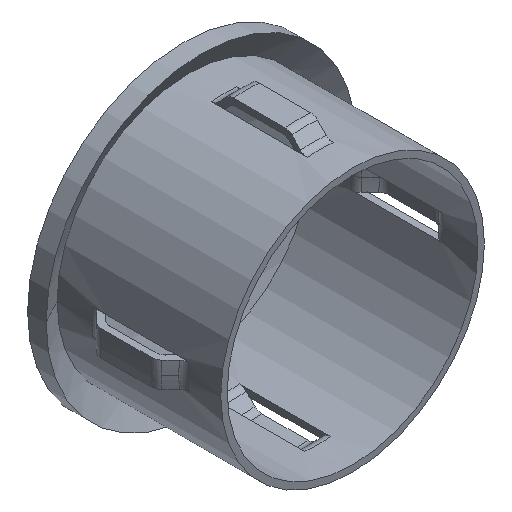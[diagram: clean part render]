
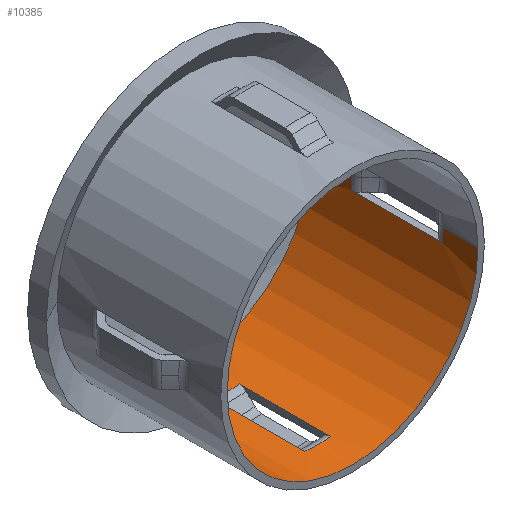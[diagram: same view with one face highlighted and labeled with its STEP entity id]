
A CAD part, isometric view. The second image highlights one B-rep face of the part: STEP entity #10385.
In plain terms, the highlighted cylindrical face has radius 19.5 mm (diameter 39 mm), a partial arc.
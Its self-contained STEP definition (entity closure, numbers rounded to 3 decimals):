
#89 = AXIS2_PLACEMENT_3D ( 'NONE', #11235, #8939, #992 ) ;
#157 = CARTESIAN_POINT ( 'NONE',  ( 0., 5.429, 0. ) ) ;
#212 = ORIENTED_EDGE ( 'NONE', *, *, #418, .T. ) ;
#257 = DIRECTION ( 'NONE',  ( 0., -1., 0. ) ) ;
#262 = DIRECTION ( 'NONE',  ( 1., 0., 0. ) ) ;
#418 = EDGE_CURVE ( 'NONE', #6959, #13631, #11672, .T. ) ;
#426 = DIRECTION ( 'NONE',  ( 0., -1., 0. ) ) ;
#437 = CARTESIAN_POINT ( 'NONE',  ( 0., 0., 0. ) ) ;
#448 = CARTESIAN_POINT ( 'NONE',  ( -19.5, 25.913, 0. ) ) ;
#631 = ORIENTED_EDGE ( 'NONE', *, *, #12297, .F. ) ;
#686 = CIRCLE ( 'NONE', #11081, 19.5 ) ;
#817 = AXIS2_PLACEMENT_3D ( 'NONE', #437, #14057, #3641 ) ;
#992 = DIRECTION ( 'NONE',  ( 1., 0., 0. ) ) ;
#1005 = EDGE_CURVE ( 'NONE', #3883, #4204, #9207, .T. ) ;
#1047 = ORIENTED_EDGE ( 'NONE', *, *, #8305, .T. ) ;
#1098 = VECTOR ( 'NONE', #10735, 1000. ) ;
#1170 = VECTOR ( 'NONE', #14305, 1000. ) ;
#1201 = LINE ( 'NONE', #1577, #7855 ) ;
#1434 = VERTEX_POINT ( 'NONE', #5599 ) ;
#1538 = DIRECTION ( 'NONE',  ( 0., -1., 0. ) ) ;
#1548 = ORIENTED_EDGE ( 'NONE', *, *, #11719, .F. ) ;
#1577 = CARTESIAN_POINT ( 'NONE',  ( 19.5, 30.1, 0. ) ) ;
#1583 = AXIS2_PLACEMENT_3D ( 'NONE', #11490, #1538, #8921 ) ;
#1597 = VERTEX_POINT ( 'NONE', #14159 ) ;
#1659 = CARTESIAN_POINT ( 'NONE',  ( 0., 25.913, 0. ) ) ;
#1721 = EDGE_CURVE ( 'NONE', #1434, #1597, #2537, .T. ) ;
#1765 = DIRECTION ( 'NONE',  ( 0., -1., 0. ) ) ;
#1800 = CARTESIAN_POINT ( 'NONE',  ( 2., 20., -19.397 ) ) ;
#2024 = CARTESIAN_POINT ( 'NONE',  ( -19.5, 0., 0. ) ) ;
#2350 = ORIENTED_EDGE ( 'NONE', *, *, #4139, .T. ) ;
#2419 = ORIENTED_EDGE ( 'NONE', *, *, #1005, .F. ) ;
#2504 = ORIENTED_EDGE ( 'NONE', *, *, #1721, .T. ) ;
#2537 = CIRCLE ( 'NONE', #4141, 19.5 ) ;
#2583 = VECTOR ( 'NONE', #6556, 1000. ) ;
#2607 = CARTESIAN_POINT ( 'NONE',  ( 19.5, 5.429, 0. ) ) ;
#2673 = CARTESIAN_POINT ( 'NONE',  ( -19.397, 5.429, -2. ) ) ;
#3165 = VERTEX_POINT ( 'NONE', #2607 ) ;
#3374 = VERTEX_POINT ( 'NONE', #2024 ) ;
#3499 = CARTESIAN_POINT ( 'NONE',  ( 2., 5.429, -19.397 ) ) ;
#3504 = VERTEX_POINT ( 'NONE', #2673 ) ;
#3609 = CARTESIAN_POINT ( 'NONE',  ( 0., 19.586, 0. ) ) ;
#3641 = DIRECTION ( 'NONE',  ( 1., 0., 0. ) ) ;
#3883 = VERTEX_POINT ( 'NONE', #13534 ) ;
#4139 = EDGE_CURVE ( 'NONE', #13631, #3504, #6783, .T. ) ;
#4141 = AXIS2_PLACEMENT_3D ( 'NONE', #14370, #13318, #8742 ) ;
#4204 = VERTEX_POINT ( 'NONE', #10697 ) ;
#4309 = EDGE_LOOP ( 'NONE', ( #9031, #1047, #212, #2350, #14730, #11888, #10564, #13646, #13690, #12762, #2504, #1548 ) ) ;
#4433 = CIRCLE ( 'NONE', #13307, 19.5 ) ;
#4454 = CARTESIAN_POINT ( 'NONE',  ( -19.397, 19.586, -2. ) ) ;
#4484 = DIRECTION ( 'NONE',  ( 0., -1., 0. ) ) ;
#4737 = EDGE_CURVE ( 'NONE', #11808, #12940, #5892, .T. ) ;
#4819 = DIRECTION ( 'NONE',  ( 0., -1., 0. ) ) ;
#5064 = AXIS2_PLACEMENT_3D ( 'NONE', #157, #11549, #13822 ) ;
#5098 = DIRECTION ( 'NONE',  ( 0., -1., 0. ) ) ;
#5172 = CARTESIAN_POINT ( 'NONE',  ( 2., 19.586, -19.397 ) ) ;
#5260 = DIRECTION ( 'NONE',  ( 0., -1., 0. ) ) ;
#5315 = CIRCLE ( 'NONE', #5064, 19.5 ) ;
#5599 = CARTESIAN_POINT ( 'NONE',  ( 19.397, 19.586, -2. ) ) ;
#5892 = CIRCLE ( 'NONE', #14235, 19.5 ) ;
#5991 = CARTESIAN_POINT ( 'NONE',  ( 19.5, 30.1, 0. ) ) ;
#6220 = VECTOR ( 'NONE', #14465, 1000. ) ;
#6277 = VERTEX_POINT ( 'NONE', #10319 ) ;
#6374 = CIRCLE ( 'NONE', #89, 19.5 ) ;
#6457 = CARTESIAN_POINT ( 'NONE',  ( 19.397, 20., -2. ) ) ;
#6556 = DIRECTION ( 'NONE',  ( 0., -1., 0. ) ) ;
#6779 = VERTEX_POINT ( 'NONE', #11609 ) ;
#6783 = LINE ( 'NONE', #14012, #10715 ) ;
#6959 = VERTEX_POINT ( 'NONE', #12115 ) ;
#6989 = CARTESIAN_POINT ( 'NONE',  ( 0., 19.586, 0. ) ) ;
#7174 = DIRECTION ( 'NONE',  ( 0., -1., 0. ) ) ;
#7304 = EDGE_CURVE ( 'NONE', #3374, #6779, #10653, .T. ) ;
#7855 = VECTOR ( 'NONE', #5098, 1000. ) ;
#7966 = ORIENTED_EDGE ( 'NONE', *, *, #10675, .T. ) ;
#8133 = CARTESIAN_POINT ( 'NONE',  ( -19.5, 30.1, 0. ) ) ;
#8155 = DIRECTION ( 'NONE',  ( 1., 0., 0. ) ) ;
#8197 = ORIENTED_EDGE ( 'NONE', *, *, #9718, .T. ) ;
#8305 = EDGE_CURVE ( 'NONE', #11808, #6959, #8342, .T. ) ;
#8342 = LINE ( 'NONE', #11088, #2583 ) ;
#8411 = FACE_BOUND ( 'NONE', #10275, .T. ) ;
#8589 = LINE ( 'NONE', #1800, #9836 ) ;
#8742 = DIRECTION ( 'NONE',  ( 1., 0., 0. ) ) ;
#8921 = DIRECTION ( 'NONE',  ( 1., 0., 0. ) ) ;
#8939 = DIRECTION ( 'NONE',  ( 0., -1., 0. ) ) ;
#9031 = ORIENTED_EDGE ( 'NONE', *, *, #4737, .F. ) ;
#9146 = VERTEX_POINT ( 'NONE', #3499 ) ;
#9207 = LINE ( 'NONE', #9622, #1098 ) ;
#9226 = EDGE_CURVE ( 'NONE', #12005, #3165, #4433, .T. ) ;
#9268 = LINE ( 'NONE', #5991, #1170 ) ;
#9616 = DIRECTION ( 'NONE',  ( 1., 0., 0. ) ) ;
#9622 = CARTESIAN_POINT ( 'NONE',  ( -2., 20., -19.397 ) ) ;
#9638 = VECTOR ( 'NONE', #4484, 1000. ) ;
#9665 = CARTESIAN_POINT ( 'NONE',  ( 19.5, 25.913, 0. ) ) ;
#9718 = EDGE_CURVE ( 'NONE', #13475, #9146, #8589, .T. ) ;
#9836 = VECTOR ( 'NONE', #5260, 1000. ) ;
#10275 = EDGE_LOOP ( 'NONE', ( #631, #2419, #7966, #8197 ) ) ;
#10319 = CARTESIAN_POINT ( 'NONE',  ( -19.5, 5.429, 0. ) ) ;
#10385 = ADVANCED_FACE ( 'NONE', ( #8411, #11930 ), #14103, .F. ) ;
#10423 = EDGE_CURVE ( 'NONE', #1434, #12005, #12299, .T. ) ;
#10564 = ORIENTED_EDGE ( 'NONE', *, *, #7304, .T. ) ;
#10653 = CIRCLE ( 'NONE', #817, 19.5 ) ;
#10675 = EDGE_CURVE ( 'NONE', #3883, #13475, #686, .T. ) ;
#10697 = CARTESIAN_POINT ( 'NONE',  ( -2., 5.429, -19.397 ) ) ;
#10715 = VECTOR ( 'NONE', #7174, 1000. ) ;
#10735 = DIRECTION ( 'NONE',  ( 0., -1., 0. ) ) ;
#11026 = LINE ( 'NONE', #8133, #9638 ) ;
#11081 = AXIS2_PLACEMENT_3D ( 'NONE', #3609, #4819, #262 ) ;
#11088 = CARTESIAN_POINT ( 'NONE',  ( -19.5, 30.1, 0. ) ) ;
#11235 = CARTESIAN_POINT ( 'NONE',  ( 0., 5.429, 0. ) ) ;
#11408 = AXIS2_PLACEMENT_3D ( 'NONE', #6989, #257, #8155 ) ;
#11490 = CARTESIAN_POINT ( 'NONE',  ( 0., 30.1, 0. ) ) ;
#11549 = DIRECTION ( 'NONE',  ( 0., -1., 0. ) ) ;
#11609 = CARTESIAN_POINT ( 'NONE',  ( 19.5, 0., 0. ) ) ;
#11672 = CIRCLE ( 'NONE', #11408, 19.5 ) ;
#11719 = EDGE_CURVE ( 'NONE', #12940, #1597, #1201, .T. ) ;
#11808 = VERTEX_POINT ( 'NONE', #448 ) ;
#11888 = ORIENTED_EDGE ( 'NONE', *, *, #12653, .T. ) ;
#11930 = FACE_OUTER_BOUND ( 'NONE', #4309, .T. ) ;
#12005 = VERTEX_POINT ( 'NONE', #12749 ) ;
#12115 = CARTESIAN_POINT ( 'NONE',  ( -19.5, 19.586, 0. ) ) ;
#12297 = EDGE_CURVE ( 'NONE', #4204, #9146, #5315, .T. ) ;
#12299 = LINE ( 'NONE', #6457, #6220 ) ;
#12653 = EDGE_CURVE ( 'NONE', #6277, #3374, #11026, .T. ) ;
#12749 = CARTESIAN_POINT ( 'NONE',  ( 19.397, 5.429, -2. ) ) ;
#12762 = ORIENTED_EDGE ( 'NONE', *, *, #10423, .F. ) ;
#12940 = VERTEX_POINT ( 'NONE', #9665 ) ;
#12990 = CARTESIAN_POINT ( 'NONE',  ( 0., 5.429, 0. ) ) ;
#13146 = DIRECTION ( 'NONE',  ( 1., 0., 0. ) ) ;
#13307 = AXIS2_PLACEMENT_3D ( 'NONE', #12990, #426, #9616 ) ;
#13318 = DIRECTION ( 'NONE',  ( 0., -1., 0. ) ) ;
#13475 = VERTEX_POINT ( 'NONE', #5172 ) ;
#13534 = CARTESIAN_POINT ( 'NONE',  ( -2., 19.586, -19.397 ) ) ;
#13631 = VERTEX_POINT ( 'NONE', #4454 ) ;
#13646 = ORIENTED_EDGE ( 'NONE', *, *, #14021, .F. ) ;
#13690 = ORIENTED_EDGE ( 'NONE', *, *, #9226, .F. ) ;
#13822 = DIRECTION ( 'NONE',  ( 1., 0., 0. ) ) ;
#14012 = CARTESIAN_POINT ( 'NONE',  ( -19.397, 20., -2. ) ) ;
#14021 = EDGE_CURVE ( 'NONE', #3165, #6779, #9268, .T. ) ;
#14057 = DIRECTION ( 'NONE',  ( 0., -1., 0. ) ) ;
#14103 = CYLINDRICAL_SURFACE ( 'NONE', #1583, 19.5 ) ;
#14159 = CARTESIAN_POINT ( 'NONE',  ( 19.5, 19.586, 0. ) ) ;
#14235 = AXIS2_PLACEMENT_3D ( 'NONE', #1659, #1765, #13146 ) ;
#14305 = DIRECTION ( 'NONE',  ( 0., -1., 0. ) ) ;
#14370 = CARTESIAN_POINT ( 'NONE',  ( 0., 19.586, 0. ) ) ;
#14382 = EDGE_CURVE ( 'NONE', #6277, #3504, #6374, .T. ) ;
#14465 = DIRECTION ( 'NONE',  ( 0., -1., 0. ) ) ;
#14730 = ORIENTED_EDGE ( 'NONE', *, *, #14382, .F. ) ;
